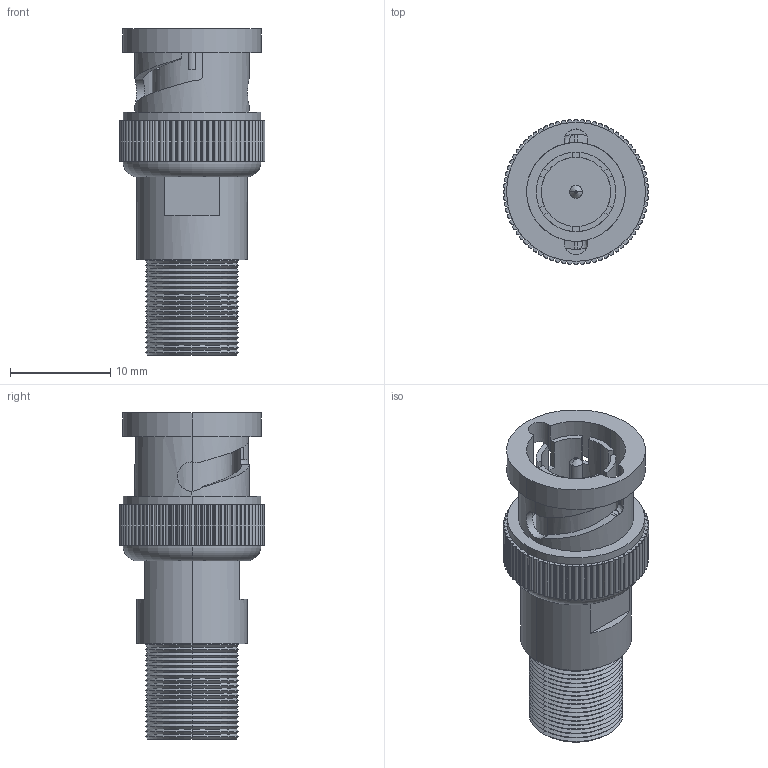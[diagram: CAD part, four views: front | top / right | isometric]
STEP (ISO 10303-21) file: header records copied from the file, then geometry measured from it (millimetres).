
FILE_DESCRIPTION (( 'STEP AP214' ), '1' );
FILE_NAME ('BA125.STEP', '2013-10-09T19:34:10', ( 'x' ), ( '' ), 'SwSTEP 2.0', 'SolidWorks 2012', '' );
FILE_SCHEMA (( 'AUTOMOTIVE_DESIGN' ));
Length unit declared in the file: inch
Products named in the file (1): BA125
Bounding box: 14.48 x 14.48 x 32.51 mm (x, y, z)
Volume: 2712.7 mm3; surface area: 2435.5 mm2
Topology: 1 solids, 1 shells, 414 faces, 1129 edges, 724 vertices
Faces by surface type: plane 189, cylinder 135, cone 80, bspline 8, torus 2
Entity records: 14061 total; most frequent: CARTESIAN_POINT 2796, DIRECTION 2259, ORIENTED_EDGE 2258, EDGE_CURVE 1129, AXIS2_PLACEMENT_3D 773, VERTEX_POINT 724, VECTOR 713, LINE 713
